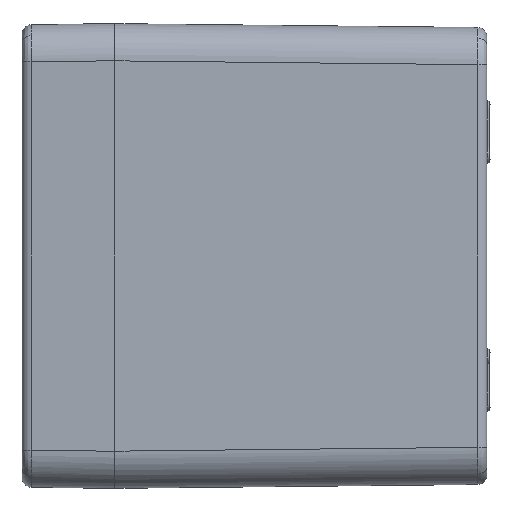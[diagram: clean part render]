
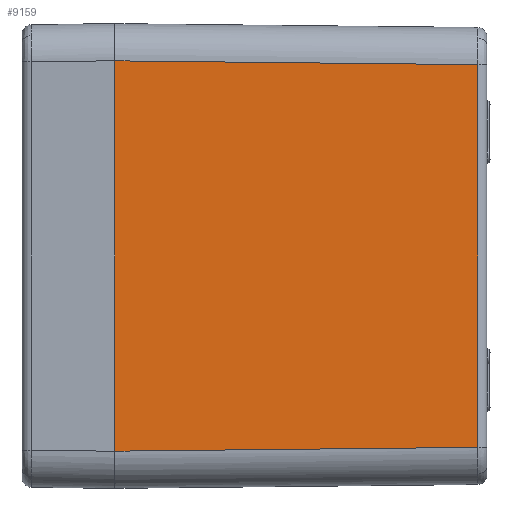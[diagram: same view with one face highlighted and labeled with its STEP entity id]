
A CAD part, left-side view. The second image highlights one B-rep face of the part: STEP entity #9159.
In plain terms, the highlighted planar face has unit normal (-1, -0.011, 0).
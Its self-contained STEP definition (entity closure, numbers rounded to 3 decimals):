
#691=LINE('',#18803,#1143);
#792=LINE('',#20335,#1244);
#793=LINE('',#20336,#1245);
#794=LINE('',#20337,#1246);
#1143=VECTOR('',#12159,1000.);
#1244=VECTOR('',#12424,1000.);
#1245=VECTOR('',#12425,1000.);
#1246=VECTOR('',#12426,1000.);
#1485=PLANE('',#10204);
#2072=FACE_OUTER_BOUND('',#2776,.T.);
#2776=EDGE_LOOP('',(#7383,#7384,#7385,#7386));
#4268=VERTEX_POINT('',#18453);
#4349=VERTEX_POINT('',#18801);
#4350=VERTEX_POINT('',#18802);
#4500=VERTEX_POINT('',#20334);
#5357=EDGE_CURVE('',#4349,#4350,#691,.T.);
#5558=EDGE_CURVE('',#4349,#4500,#792,.T.);
#5559=EDGE_CURVE('',#4500,#4268,#793,.T.);
#5560=EDGE_CURVE('',#4268,#4350,#794,.T.);
#7383=ORIENTED_EDGE('',*,*,#5558,.T.);
#7384=ORIENTED_EDGE('',*,*,#5559,.T.);
#7385=ORIENTED_EDGE('',*,*,#5560,.T.);
#7386=ORIENTED_EDGE('',*,*,#5357,.F.);
#9159=ADVANCED_FACE('',(#2072),#1485,.T.);
#10204=AXIS2_PLACEMENT_3D('',#20333,#12422,#12423);
#12159=DIRECTION('',(0.,0.,1.));
#12422=DIRECTION('center_axis',(-1.,-0.01,
0.));
#12423=DIRECTION('ref_axis',(0.01,-1.,0.));
#12424=DIRECTION('',(0.01,-1.,0.01));
#12425=DIRECTION('',(0.,0.,1.));
#12426=DIRECTION('',(-0.01,1.,0.01));
#18453=CARTESIAN_POINT('',(-39.369,-58.216,30.87));
#18801=CARTESIAN_POINT('',(-39.982,0.3,-31.483));
#18802=CARTESIAN_POINT('',(-39.982,0.3,31.483));
#18803=CARTESIAN_POINT('',(-39.982,0.3,-37.5));
#20333=CARTESIAN_POINT('Origin',(-40.,2.,-37.5));
#20334=CARTESIAN_POINT('',(-39.369,-58.216,-30.87));
#20335=CARTESIAN_POINT('',(-40.001,2.063,-31.501));
#20336=CARTESIAN_POINT('',(-39.369,-58.216,30.854));
#20337=CARTESIAN_POINT('',(-39.992,1.278,31.493));
